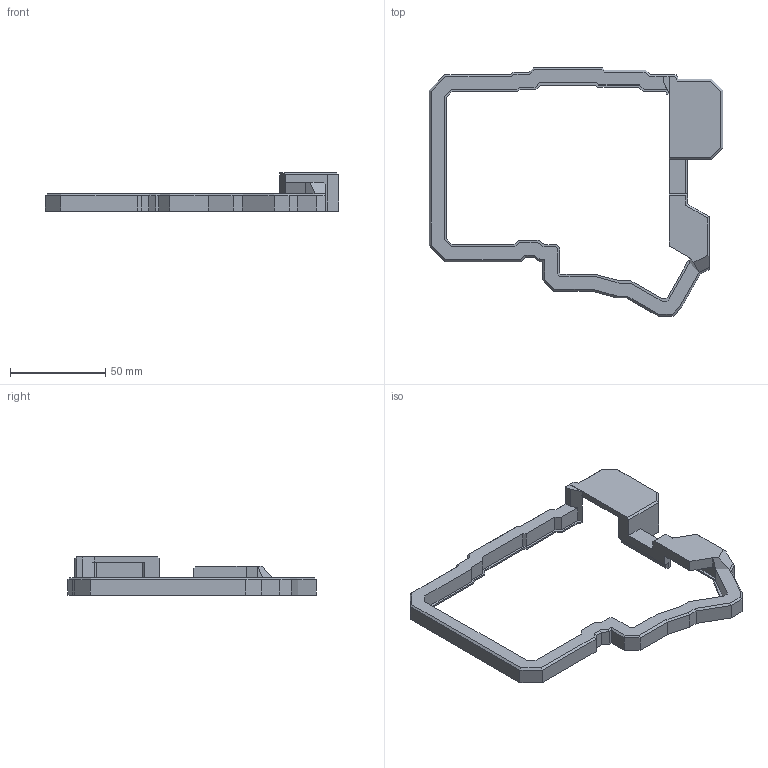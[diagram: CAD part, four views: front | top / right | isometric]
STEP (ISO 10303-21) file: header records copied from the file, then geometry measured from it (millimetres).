
FILE_DESCRIPTION(/* description */ ('KiCad electronic assembly'),/* implementation_level */ '2;1');
FILE_NAME(/* name */ 'top_frame.step',/* time_stamp */ '2025-10-04T21:43:13+07:00',/* author */ (''),/* organization */ (''),/* preprocessor_version */ 'ST-DEVELOPER v20.1',/* originating_system */ 'Autodesk Translation Framework v14.17.0.0',/* authorisation */ '');
FILE_SCHEMA (('AUTOMOTIVE_DESIGN { 1 0 10303 214 3 1 1 }'));
Length unit declared in the file: millimetre
Products named in the file (2): 2025-10-02-16-46-12-498; 2025-10-02-15-01-46-828
Assembly tree (1 placements, depth 2):
  2025-10-02-16-46-12-498
    2025-10-02-15-01-46-828
Bounding box: 154.11 x 130.3 x 20 mm (x, y, z)
Volume: 45195.8 mm3; surface area: 22538.8 mm2
Topology: 2 solids, 2 shells, 199 faces, 513 edges, 329 vertices
Faces by surface type: plane 188, cylinder 11
Full cylindrical faces by diameter (mm): 3 x11
Entity records: 5958 total; most frequent: CARTESIAN_POINT 1044, ORIENTED_EDGE 1026, DIRECTION 939, EDGE_CURVE 513, LINE 491, VECTOR 491, VERTEX_POINT 329, AXIS2_PLACEMENT_3D 224
